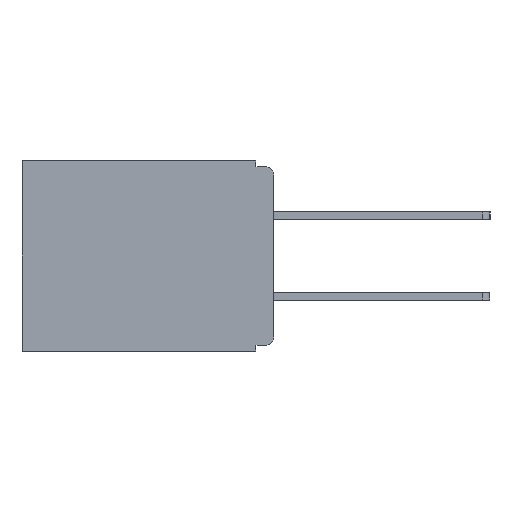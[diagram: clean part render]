
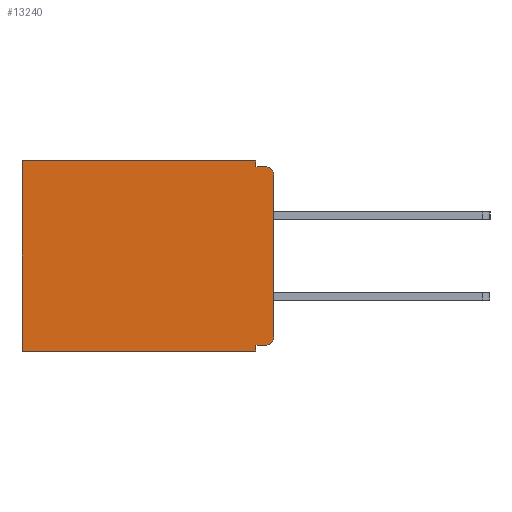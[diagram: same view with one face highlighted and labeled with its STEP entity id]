
A CAD part, left-side view. The second image highlights one B-rep face of the part: STEP entity #13240.
In plain terms, the highlighted planar face has unit normal (-1, 0, 0).
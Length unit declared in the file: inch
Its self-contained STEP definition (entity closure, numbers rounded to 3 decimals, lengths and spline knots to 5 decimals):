
#204 = VECTOR ( 'NONE', #16405, 39.37008 ) ;
#231 = CIRCLE ( 'NONE', #6568, 0.015 ) ;
#588 = ORIENTED_EDGE ( 'NONE', *, *, #7618, .F. ) ;
#1028 = CARTESIAN_POINT ( 'NONE',  ( 0.3, 0., 0. ) ) ;
#1081 = EDGE_LOOP ( 'NONE', ( #30229, #5157, #29053, #1853, #1373, #20566, #26684, #26336, #588, #3625 ) ) ;
#1373 = ORIENTED_EDGE ( 'NONE', *, *, #26200, .T. ) ;
#1443 = DIRECTION ( 'NONE',  ( -1., 0., 0. ) ) ;
#1677 = EDGE_CURVE ( 'NONE', #12781, #7872, #231, .T. ) ;
#1853 = ORIENTED_EDGE ( 'NONE', *, *, #16840, .F. ) ;
#1884 = CARTESIAN_POINT ( 'NONE',  ( 0.3, 0., -0.33 ) ) ;
#2104 = EDGE_CURVE ( 'NONE', #9478, #5408, #14007, .T. ) ;
#2999 = DIRECTION ( 'NONE',  ( 0., 0., -1. ) ) ;
#3625 = ORIENTED_EDGE ( 'NONE', *, *, #13911, .T. ) ;
#3756 = VECTOR ( 'NONE', #28665, 39.37008 ) ;
#3946 = VECTOR ( 'NONE', #2999, 39.37008 ) ;
#4365 = DIRECTION ( 'NONE',  ( 0., 0., -1. ) ) ;
#4871 = VECTOR ( 'NONE', #10954, 39.37008 ) ;
#5157 = ORIENTED_EDGE ( 'NONE', *, *, #1677, .T. ) ;
#5408 = VERTEX_POINT ( 'NONE', #15701 ) ;
#5593 = CARTESIAN_POINT ( 'NONE',  ( 0.3, 0.015, -0.32 ) ) ;
#5612 = VECTOR ( 'NONE', #24549, 39.37008 ) ;
#5988 = DIRECTION ( 'NONE',  ( 0., 0., -1. ) ) ;
#6144 = DIRECTION ( 'NONE',  ( 0., 0., -1. ) ) ;
#6568 = AXIS2_PLACEMENT_3D ( 'NONE', #28929, #28378, #6144 ) ;
#7194 = LINE ( 'NONE', #13291, #24827 ) ;
#7618 = EDGE_CURVE ( 'NONE', #15019, #9478, #30315, .T. ) ;
#7872 = VERTEX_POINT ( 'NONE', #8113 ) ;
#8113 = CARTESIAN_POINT ( 'NONE',  ( 0.3, 0.015, -0.01 ) ) ;
#8160 = VERTEX_POINT ( 'NONE', #13847 ) ;
#9478 = VERTEX_POINT ( 'NONE', #19097 ) ;
#10103 = CARTESIAN_POINT ( 'NONE',  ( 0.3, 0.031, -0.33 ) ) ;
#10349 = CARTESIAN_POINT ( 'NONE',  ( 0.3, 0.031, 0. ) ) ;
#10523 = LINE ( 'NONE', #10349, #3946 ) ;
#10954 = DIRECTION ( 'NONE',  ( 0., 1., 0. ) ) ;
#11343 = VECTOR ( 'NONE', #12180, 39.37008 ) ;
#11866 = AXIS2_PLACEMENT_3D ( 'NONE', #1884, #18922, #4365 ) ;
#12180 = DIRECTION ( 'NONE',  ( 0., 1., 0. ) ) ;
#12620 = LINE ( 'NONE', #28561, #3756 ) ;
#12781 = VERTEX_POINT ( 'NONE', #29115 ) ;
#12940 = LINE ( 'NONE', #22193, #5612 ) ;
#13240 = ADVANCED_FACE ( 'NONE', ( #24499 ), #21088, .F. ) ;
#13291 = CARTESIAN_POINT ( 'NONE',  ( 0.3, 0.437, -0.33 ) ) ;
#13321 = EDGE_CURVE ( 'NONE', #22236, #7872, #12620, .T. ) ;
#13705 = CIRCLE ( 'NONE', #18701, 0.015 ) ;
#13847 = CARTESIAN_POINT ( 'NONE',  ( 0.3, 0.031, 0. ) ) ;
#13911 = EDGE_CURVE ( 'NONE', #15019, #30790, #13705, .T. ) ;
#14007 = LINE ( 'NONE', #10103, #204 ) ;
#15019 = VERTEX_POINT ( 'NONE', #5593 ) ;
#15701 = CARTESIAN_POINT ( 'NONE',  ( 0.3, 0.031, -0.33 ) ) ;
#16135 = CARTESIAN_POINT ( 'NONE',  ( 0.3, 0.015, -0.305 ) ) ;
#16405 = DIRECTION ( 'NONE',  ( 0., 0., -1. ) ) ;
#16840 = EDGE_CURVE ( 'NONE', #8160, #22236, #10523, .T. ) ;
#17733 = CARTESIAN_POINT ( 'NONE',  ( 0.3, 0., -0.33 ) ) ;
#18504 = DIRECTION ( 'NONE',  ( 0., 0., -1. ) ) ;
#18701 = AXIS2_PLACEMENT_3D ( 'NONE', #16135, #1443, #18504 ) ;
#18922 = DIRECTION ( 'NONE',  ( 1., 0., 0. ) ) ;
#19097 = CARTESIAN_POINT ( 'NONE',  ( 0.3, 0.031, -0.32 ) ) ;
#19180 = VERTEX_POINT ( 'NONE', #26574 ) ;
#19650 = CARTESIAN_POINT ( 'NONE',  ( 0.3, 0.031, -0.01 ) ) ;
#20566 = ORIENTED_EDGE ( 'NONE', *, *, #26174, .T. ) ;
#20967 = CARTESIAN_POINT ( 'NONE',  ( 0.3, 0., -0.305 ) ) ;
#21088 = PLANE ( 'NONE',  #11866 ) ;
#21187 = VECTOR ( 'NONE', #27237, 39.37008 ) ;
#22193 = CARTESIAN_POINT ( 'NONE',  ( 0.3, 0., -0.33 ) ) ;
#22236 = VERTEX_POINT ( 'NONE', #19650 ) ;
#24076 = LINE ( 'NONE', #1028, #4871 ) ;
#24499 = FACE_OUTER_BOUND ( 'NONE', #1081, .T. ) ;
#24549 = DIRECTION ( 'NONE',  ( 0., 0., -1. ) ) ;
#24827 = VECTOR ( 'NONE', #5988, 39.37008 ) ;
#25100 = CARTESIAN_POINT ( 'NONE',  ( 0.3, 0.437, -0.33 ) ) ;
#25430 = EDGE_CURVE ( 'NONE', #5408, #28887, #27497, .T. ) ;
#26174 = EDGE_CURVE ( 'NONE', #19180, #28887, #7194, .T. ) ;
#26200 = EDGE_CURVE ( 'NONE', #8160, #19180, #24076, .T. ) ;
#26336 = ORIENTED_EDGE ( 'NONE', *, *, #2104, .F. ) ;
#26574 = CARTESIAN_POINT ( 'NONE',  ( 0.3, 0.437, 0. ) ) ;
#26670 = EDGE_CURVE ( 'NONE', #12781, #30790, #12940, .T. ) ;
#26684 = ORIENTED_EDGE ( 'NONE', *, *, #25430, .F. ) ;
#27237 = DIRECTION ( 'NONE',  ( 0., 1., 0. ) ) ;
#27497 = LINE ( 'NONE', #17733, #21187 ) ;
#28378 = DIRECTION ( 'NONE',  ( -1., 0., 0. ) ) ;
#28561 = CARTESIAN_POINT ( 'NONE',  ( 0.3, 0., -0.01 ) ) ;
#28665 = DIRECTION ( 'NONE',  ( 0., -1., 0. ) ) ;
#28887 = VERTEX_POINT ( 'NONE', #25100 ) ;
#28929 = CARTESIAN_POINT ( 'NONE',  ( 0.3, 0.015, -0.025 ) ) ;
#29053 = ORIENTED_EDGE ( 'NONE', *, *, #13321, .F. ) ;
#29115 = CARTESIAN_POINT ( 'NONE',  ( 0.3, 0., -0.025 ) ) ;
#30229 = ORIENTED_EDGE ( 'NONE', *, *, #26670, .F. ) ;
#30315 = LINE ( 'NONE', #31173, #11343 ) ;
#30790 = VERTEX_POINT ( 'NONE', #20967 ) ;
#31173 = CARTESIAN_POINT ( 'NONE',  ( 0.3, 0., -0.32 ) ) ;
